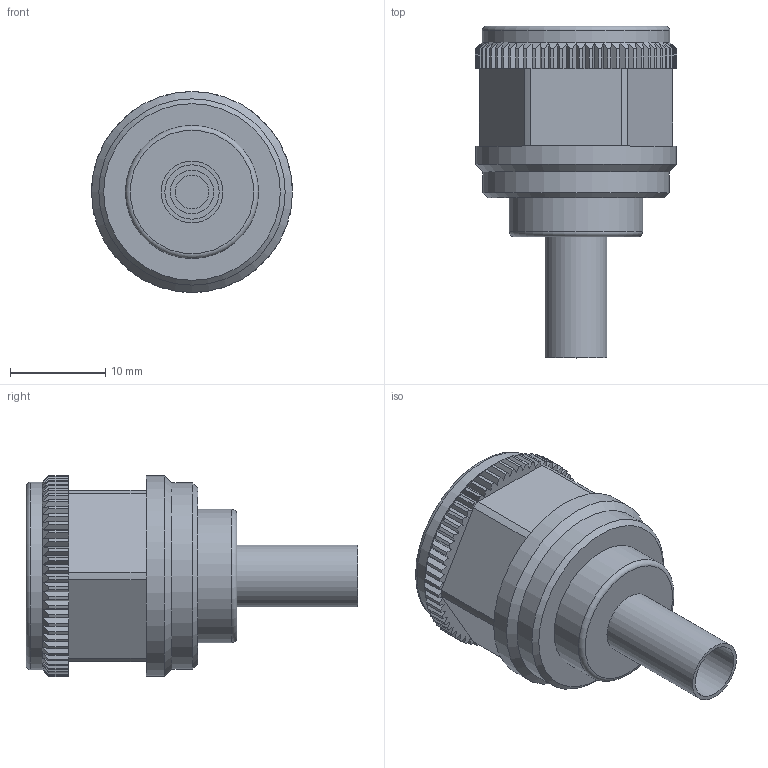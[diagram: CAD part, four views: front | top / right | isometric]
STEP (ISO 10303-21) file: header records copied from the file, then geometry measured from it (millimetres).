
FILE_DESCRIPTION (( 'STEP AP203' ), '1' );
FILE_NAME ('PE44520_3D.step', '2020-11-04T18:43:14', ( '' ), ( '' ), 'SwSTEP 2.0', 'SolidWorks 2018', '' );
FILE_SCHEMA (( 'CONFIG_CONTROL_DESIGN' ));
Length unit declared in the file: inch
Products named in the file (1): PE44520_3D
Bounding box: 21.08 x 34.8 x 21.08 mm (x, y, z)
Volume: 4561.5 mm3; surface area: 3936 mm2
Topology: 2 solids, 2 shells, 289 faces, 805 edges, 528 vertices
Faces by surface type: plane 184, cylinder 89, cone 10, bspline 3, torus 3
Full cylindrical faces by diameter (mm): 1.524 x1, 2.794 x1, 3.556 x1, 4.572 x1, 5.7 x1, 6.5 x1, 6.985 x1, 8.255 x1, 13.97 x1, 15.875 x5, 19.54 x1, 19.692 x1, 21.082 x1
Entity records: 10082 total; most frequent: CARTESIAN_POINT 2970, ORIENTED_EDGE 1524, DIRECTION 1381, EDGE_CURVE 762, VERTEX_POINT 511, AXIS2_PLACEMENT_3D 485, LINE 411, VECTOR 411
